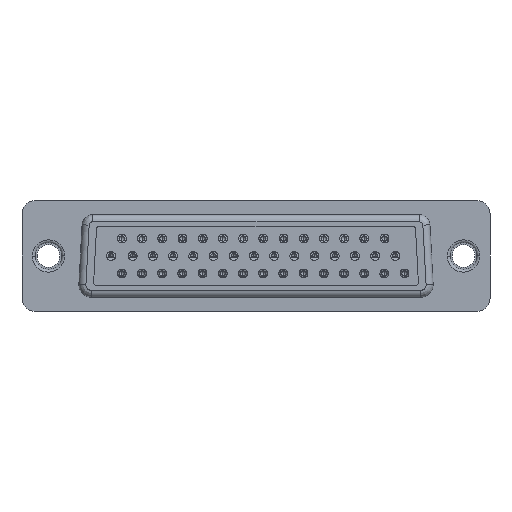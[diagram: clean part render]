
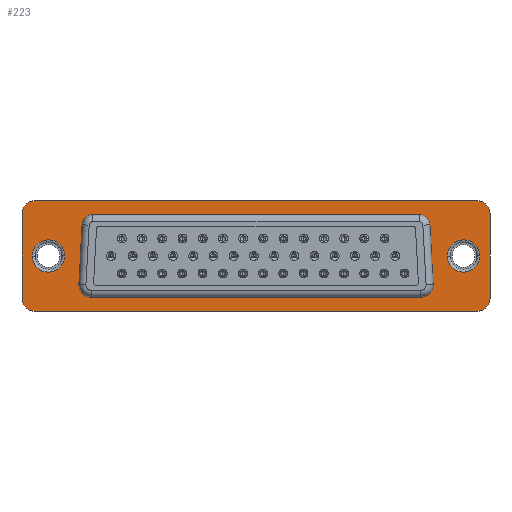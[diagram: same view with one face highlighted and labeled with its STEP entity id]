
A CAD part, front view. The second image highlights one B-rep face of the part: STEP entity #223.
In plain terms, the highlighted planar face has unit normal (0, -1, 0).
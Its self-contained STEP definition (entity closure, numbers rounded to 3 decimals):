
#30=CARTESIAN_POINT('',(26.52,4.35,-6.275));
#31=DIRECTION('',(0.,0.,1.));
#32=DIRECTION('',(0.,-1.,0.));
#33=AXIS2_PLACEMENT_3D('',#30,#32,#31);
#34=PLANE('',#33);
#35=CARTESIAN_POINT('',(1.5,4.35,-12.55));
#36=VERTEX_POINT('',#35);
#37=CARTESIAN_POINT('',(51.54,4.35,-12.55));
#38=VERTEX_POINT('',#37);
#39=CARTESIAN_POINT('',(1.5,4.35,-12.55));
#40=DIRECTION('',(1.,0.,0.));
#41=VECTOR('',#40,50.04);
#42=LINE('',#39,#41);
#43=EDGE_CURVE('',#36,#38,#42,.T.);
#44=ORIENTED_EDGE('',*,*,#43,.T.);
#45=CARTESIAN_POINT('',(53.04,4.35,-11.05));
#46=VERTEX_POINT('',#45);
#47=CARTESIAN_POINT('',(51.54,4.35,-11.05));
#48=DIRECTION('',(0.,0.,-1.));
#49=DIRECTION('',(0.,-1.,0.));
#50=AXIS2_PLACEMENT_3D('',#47,#49,#48);
#51=CIRCLE('',#50,1.5);
#52=EDGE_CURVE('',#38,#46,#51,.T.);
#53=ORIENTED_EDGE('',*,*,#52,.T.);
#54=CARTESIAN_POINT('',(53.04,4.35,-1.5));
#55=VERTEX_POINT('',#54);
#56=CARTESIAN_POINT('',(53.04,4.35,-11.05));
#57=DIRECTION('',(0.,0.,1.));
#58=VECTOR('',#57,9.55);
#59=LINE('',#56,#58);
#60=EDGE_CURVE('',#46,#55,#59,.T.);
#61=ORIENTED_EDGE('',*,*,#60,.T.);
#62=CARTESIAN_POINT('',(51.54,4.35,0.));
#63=VERTEX_POINT('',#62);
#64=CARTESIAN_POINT('',(51.54,4.35,-1.5));
#65=DIRECTION('',(1.,0.,0.));
#66=DIRECTION('',(0.,-1.,0.));
#67=AXIS2_PLACEMENT_3D('',#64,#66,#65);
#68=CIRCLE('',#67,1.5);
#69=EDGE_CURVE('',#55,#63,#68,.T.);
#70=ORIENTED_EDGE('',*,*,#69,.T.);
#71=CARTESIAN_POINT('',(1.5,4.35,0.));
#72=VERTEX_POINT('',#71);
#73=CARTESIAN_POINT('',(51.54,4.35,0.));
#74=DIRECTION('',(-1.,0.,0.));
#75=VECTOR('',#74,50.04);
#76=LINE('',#73,#75);
#77=EDGE_CURVE('',#63,#72,#76,.T.);
#78=ORIENTED_EDGE('',*,*,#77,.T.);
#79=CARTESIAN_POINT('',(0.,4.35,-1.5));
#80=VERTEX_POINT('',#79);
#81=CARTESIAN_POINT('',(1.5,4.35,-1.5));
#82=DIRECTION('',(0.,0.,1.));
#83=DIRECTION('',(0.,-1.,0.));
#84=AXIS2_PLACEMENT_3D('',#81,#83,#82);
#85=CIRCLE('',#84,1.5);
#86=EDGE_CURVE('',#72,#80,#85,.T.);
#87=ORIENTED_EDGE('',*,*,#86,.T.);
#88=CARTESIAN_POINT('',(0.,4.35,-11.05));
#89=VERTEX_POINT('',#88);
#90=CARTESIAN_POINT('',(0.,4.35,-1.5));
#91=DIRECTION('',(0.,0.,-1.));
#92=VECTOR('',#91,9.55);
#93=LINE('',#90,#92);
#94=EDGE_CURVE('',#80,#89,#93,.T.);
#95=ORIENTED_EDGE('',*,*,#94,.T.);
#96=CARTESIAN_POINT('',(1.5,4.35,-11.05));
#97=DIRECTION('',(-1.,0.,0.));
#98=DIRECTION('',(0.,-1.,0.));
#99=AXIS2_PLACEMENT_3D('',#96,#98,#97);
#100=CIRCLE('',#99,1.5);
#101=EDGE_CURVE('',#89,#36,#100,.T.);
#102=ORIENTED_EDGE('',*,*,#101,.T.);
#103=EDGE_LOOP('',(#44,#53,#61,#70,#78,#87,#95,#102));
#104=FACE_OUTER_BOUND('',#103,.T.);
#105=CARTESIAN_POINT('',(48.215,4.35,-6.275));
#106=VERTEX_POINT('',#105);
#107=CARTESIAN_POINT('',(51.865,4.35,-6.275));
#108=VERTEX_POINT('',#107);
#109=CARTESIAN_POINT('',(48.215,4.35,-6.275));
#110=CARTESIAN_POINT('',(48.215,4.35,-4.45));
#111=CARTESIAN_POINT('',(50.04,4.35,-4.45));
#112=CARTESIAN_POINT('',(51.865,4.35,-4.45));
#113=CARTESIAN_POINT('',(51.865,4.35,-6.275));
#114=(BOUNDED_CURVE()B_SPLINE_CURVE(2,(#109,#110,#111,#112,#113),.ELLIPTIC_ARC.,.F.,.U.)B_SPLINE_CURVE_WITH_KNOTS((3,2,3),(0.,0.5,1.),.UNSPECIFIED.)CURVE()GEOMETRIC_REPRESENTATION_ITEM()RATIONAL_B_SPLINE_CURVE((1.,0.707,1.,0.707,1.))REPRESENTATION_ITEM(''));
#115=EDGE_CURVE('',#106,#108,#114,.T.);
#116=ORIENTED_EDGE('',*,*,#115,.T.);
#117=CARTESIAN_POINT('',(51.865,4.35,-6.275));
#118=CARTESIAN_POINT('',(51.865,4.35,-8.1));
#119=CARTESIAN_POINT('',(50.04,4.35,-8.1));
#120=CARTESIAN_POINT('',(48.215,4.35,-8.1));
#121=CARTESIAN_POINT('',(48.215,4.35,-6.275));
#122=(BOUNDED_CURVE()B_SPLINE_CURVE(2,(#117,#118,#119,#120,#121),.ELLIPTIC_ARC.,.F.,.U.)B_SPLINE_CURVE_WITH_KNOTS((3,2,3),(0.,0.5,1.),.UNSPECIFIED.)CURVE()GEOMETRIC_REPRESENTATION_ITEM()RATIONAL_B_SPLINE_CURVE((1.,0.707,1.,0.707,1.))REPRESENTATION_ITEM(''));
#123=EDGE_CURVE('',#108,#106,#122,.T.);
#124=ORIENTED_EDGE('',*,*,#123,.T.);
#125=EDGE_LOOP('',(#116,#124));
#126=FACE_BOUND('',#125,.T.);
#127=CARTESIAN_POINT('',(1.175,4.35,-6.275));
#128=VERTEX_POINT('',#127);
#129=CARTESIAN_POINT('',(4.825,4.35,-6.275));
#130=VERTEX_POINT('',#129);
#131=CARTESIAN_POINT('',(1.175,4.35,-6.275));
#132=CARTESIAN_POINT('',(1.175,4.35,-4.45));
#133=CARTESIAN_POINT('',(3.,4.35,-4.45));
#134=CARTESIAN_POINT('',(4.825,4.35,-4.45));
#135=CARTESIAN_POINT('',(4.825,4.35,-6.275));
#136=(BOUNDED_CURVE()B_SPLINE_CURVE(2,(#131,#132,#133,#134,#135),.ELLIPTIC_ARC.,.F.,.U.)B_SPLINE_CURVE_WITH_KNOTS((3,2,3),(0.,0.5,1.),.UNSPECIFIED.)CURVE()GEOMETRIC_REPRESENTATION_ITEM()RATIONAL_B_SPLINE_CURVE((1.,0.707,1.,0.707,1.))REPRESENTATION_ITEM(''));
#137=EDGE_CURVE('',#128,#130,#136,.T.);
#138=ORIENTED_EDGE('',*,*,#137,.T.);
#139=CARTESIAN_POINT('',(4.825,4.35,-6.275));
#140=CARTESIAN_POINT('',(4.825,4.35,-8.1));
#141=CARTESIAN_POINT('',(3.,4.35,-8.1));
#142=CARTESIAN_POINT('',(1.175,4.35,-8.1));
#143=CARTESIAN_POINT('',(1.175,4.35,-6.275));
#144=(BOUNDED_CURVE()B_SPLINE_CURVE(2,(#139,#140,#141,#142,#143),.ELLIPTIC_ARC.,.F.,.U.)B_SPLINE_CURVE_WITH_KNOTS((3,2,3),(0.,0.5,1.),.UNSPECIFIED.)CURVE()GEOMETRIC_REPRESENTATION_ITEM()RATIONAL_B_SPLINE_CURVE((1.,0.707,1.,0.707,1.))REPRESENTATION_ITEM(''));
#145=EDGE_CURVE('',#130,#128,#144,.T.);
#146=ORIENTED_EDGE('',*,*,#145,.T.);
#147=EDGE_LOOP('',(#138,#146));
#148=FACE_BOUND('',#147,.T.);
#149=CARTESIAN_POINT('',(44.91,4.35,-1.6));
#150=VERTEX_POINT('',#149);
#151=CARTESIAN_POINT('',(46.109,4.35,-2.736));
#152=VERTEX_POINT('',#151);
#153=CARTESIAN_POINT('',(44.91,4.35,-2.8));
#154=DIRECTION('',(1.,0.,0.));
#155=DIRECTION('',(0.,1.,0.));
#156=AXIS2_PLACEMENT_3D('',#153,#155,#154);
#157=ELLIPSE('',#156,1.201,1.2);
#158=TRIMMED_CURVE('',#157,(PARAMETER_VALUE(4.712)),(PARAMETER_VALUE(6.23)),.T.,.PARAMETER.);
#159=EDGE_CURVE('',#150,#152,#158,.T.);
#160=ORIENTED_EDGE('',*,*,#159,.T.);
#161=CARTESIAN_POINT('',(46.469,4.35,-9.475));
#162=VERTEX_POINT('',#161);
#163=CARTESIAN_POINT('',(46.109,4.35,-2.736));
#164=DIRECTION('',(0.053,0.,-0.999));
#165=VECTOR('',#164,6.749);
#166=LINE('',#163,#165);
#167=EDGE_CURVE('',#152,#162,#166,.T.);
#168=ORIENTED_EDGE('',*,*,#167,.T.);
#169=CARTESIAN_POINT('',(45.07,4.35,-10.95));
#170=VERTEX_POINT('',#169);
#171=CARTESIAN_POINT('',(46.469,4.35,-9.475));
#172=CARTESIAN_POINT('',(46.501,4.35,-10.076));
#173=CARTESIAN_POINT('',(46.087,4.35,-10.513));
#174=CARTESIAN_POINT('',(45.673,4.35,-10.95));
#175=CARTESIAN_POINT('',(45.07,4.35,-10.95));
#176=(BOUNDED_CURVE()B_SPLINE_CURVE(2,(#171,#172,#173,#174,#175),.ELLIPTIC_ARC.,.F.,.U.)B_SPLINE_CURVE_WITH_KNOTS((3,2,3),(0.,0.5,1.),.UNSPECIFIED.)CURVE()GEOMETRIC_REPRESENTATION_ITEM()RATIONAL_B_SPLINE_CURVE((1.,0.919,1.,0.919,1.))REPRESENTATION_ITEM(''));
#177=EDGE_CURVE('',#162,#170,#176,.T.);
#178=ORIENTED_EDGE('',*,*,#177,.T.);
#179=CARTESIAN_POINT('',(7.97,4.35,-10.95));
#180=VERTEX_POINT('',#179);
#181=CARTESIAN_POINT('',(45.07,4.35,-10.95));
#182=DIRECTION('',(-1.,0.,0.));
#183=VECTOR('',#182,37.101);
#184=LINE('',#181,#183);
#185=EDGE_CURVE('',#170,#180,#184,.T.);
#186=ORIENTED_EDGE('',*,*,#185,.T.);
#187=CARTESIAN_POINT('',(6.571,4.35,-9.475));
#188=VERTEX_POINT('',#187);
#189=CARTESIAN_POINT('',(7.97,4.35,-9.55));
#190=DIRECTION('',(1.,0.,0.));
#191=DIRECTION('',(0.,1.,0.));
#192=AXIS2_PLACEMENT_3D('',#189,#191,#190);
#193=ELLIPSE('',#192,1.401,1.4);
#194=TRIMMED_CURVE('',#193,(PARAMETER_VALUE(1.571)),(PARAMETER_VALUE(3.195)),.T.,.PARAMETER.);
#195=EDGE_CURVE('',#180,#188,#194,.T.);
#196=ORIENTED_EDGE('',*,*,#195,.T.);
#197=CARTESIAN_POINT('',(6.931,4.35,-2.736));
#198=VERTEX_POINT('',#197);
#199=CARTESIAN_POINT('',(6.571,4.35,-9.475));
#200=DIRECTION('',(0.053,0.,0.999));
#201=VECTOR('',#200,6.749);
#202=LINE('',#199,#201);
#203=EDGE_CURVE('',#188,#198,#202,.T.);
#204=ORIENTED_EDGE('',*,*,#203,.T.);
#205=CARTESIAN_POINT('',(8.13,4.35,-1.6));
#206=VERTEX_POINT('',#205);
#207=CARTESIAN_POINT('',(8.13,4.35,-2.8));
#208=DIRECTION('',(-1.,-0.,0.));
#209=DIRECTION('',(-0.,1.,0.));
#210=AXIS2_PLACEMENT_3D('',#207,#209,#208);
#211=ELLIPSE('',#210,1.201,1.2);
#212=TRIMMED_CURVE('',#211,(PARAMETER_VALUE(0.053)),(PARAMETER_VALUE(1.571)),.T.,.PARAMETER.);
#213=EDGE_CURVE('',#198,#206,#212,.T.);
#214=ORIENTED_EDGE('',*,*,#213,.T.);
#215=CARTESIAN_POINT('',(8.13,4.35,-1.6));
#216=DIRECTION('',(1.,0.,0.));
#217=VECTOR('',#216,36.779);
#218=LINE('',#215,#217);
#219=EDGE_CURVE('',#206,#150,#218,.T.);
#220=ORIENTED_EDGE('',*,*,#219,.T.);
#221=EDGE_LOOP('',(#160,#168,#178,#186,#196,#204,#214,#220));
#222=FACE_BOUND('',#221,.T.);
#223=ADVANCED_FACE('',(#104,#126,#148,#222),#34,.T.);
